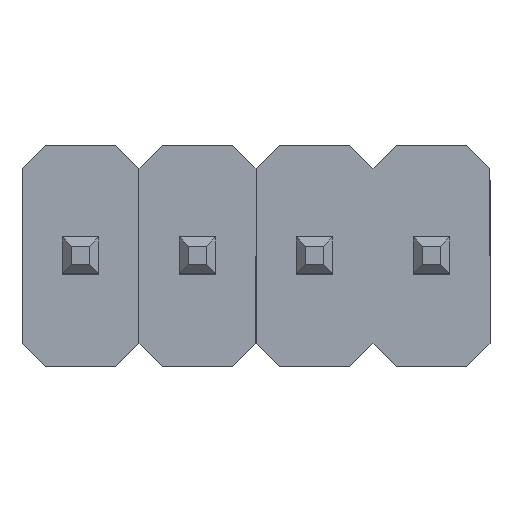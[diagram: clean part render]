
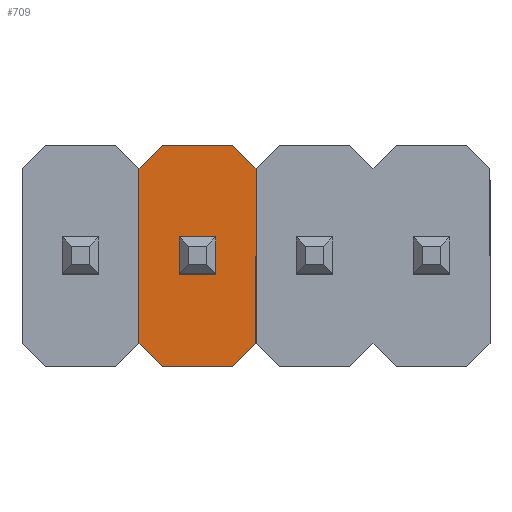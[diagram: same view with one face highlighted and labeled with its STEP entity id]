
A CAD part, top view. The second image highlights one B-rep face of the part: STEP entity #709.
In plain terms, the highlighted planar face has unit normal (0, 0, 1).
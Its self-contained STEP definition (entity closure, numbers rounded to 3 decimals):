
#3 = CARTESIAN_POINT ( 'NONE',  ( 0.635, -0.95, 1.7 ) ) ;
#68 = DIRECTION ( 'NONE',  ( -0.707, -0.707, 0. ) ) ;
#78 = CARTESIAN_POINT ( 'NONE',  ( 1.47, 0.2, 1.7 ) ) ;
#103 = ORIENTED_EDGE ( 'NONE', *, *, #3358, .T. ) ;
#107 = PLANE ( 'NONE',  #2592 ) ;
#126 = CARTESIAN_POINT ( 'NONE',  ( 1.905, 0.95, 1.7 ) ) ;
#139 = LINE ( 'NONE', #4790, #4739 ) ;
#160 = ORIENTED_EDGE ( 'NONE', *, *, #4491, .F. ) ;
#165 = VERTEX_POINT ( 'NONE', #3077 ) ;
#225 = DIRECTION ( 'NONE',  ( 0., -1., 0. ) ) ;
#253 = CARTESIAN_POINT ( 'NONE',  ( 0.76, -1.075, 1.7 ) ) ;
#260 = VECTOR ( 'NONE', #4121, 1000. ) ;
#311 = EDGE_CURVE ( 'NONE', #4962, #1999, #139, .T. ) ;
#323 = VECTOR ( 'NONE', #2526, 1000. ) ;
#427 = EDGE_CURVE ( 'NONE', #165, #4315, #2957, .T. ) ;
#434 = LINE ( 'NONE', #1653, #1374 ) ;
#475 = CARTESIAN_POINT ( 'NONE',  ( 0.885, -1.2, 1.7 ) ) ;
#567 = CARTESIAN_POINT ( 'NONE',  ( 1.07, 0.2, 1.7 ) ) ;
#642 = EDGE_CURVE ( 'NONE', #792, #4743, #4211, .T. ) ;
#709 = ADVANCED_FACE ( 'NONE', ( #4937, #5254 ), #107, .T. ) ;
#713 = VERTEX_POINT ( 'NONE', #475 ) ;
#792 = VERTEX_POINT ( 'NONE', #4184 ) ;
#810 = EDGE_CURVE ( 'NONE', #4743, #3813, #4990, .T. ) ;
#1024 = VERTEX_POINT ( 'NONE', #4734 ) ;
#1222 = VECTOR ( 'NONE', #4187, 1000. ) ;
#1274 = ORIENTED_EDGE ( 'NONE', *, *, #810, .T. ) ;
#1356 = ORIENTED_EDGE ( 'NONE', *, *, #3075, .F. ) ;
#1374 = VECTOR ( 'NONE', #68, 1000. ) ;
#1414 = ORIENTED_EDGE ( 'NONE', *, *, #4241, .T. ) ;
#1432 = EDGE_CURVE ( 'NONE', #4962, #1024, #2418, .T. ) ;
#1473 = DIRECTION ( 'NONE',  ( 0.707, 0.707, 0. ) ) ;
#1558 = CARTESIAN_POINT ( 'NONE',  ( 1.905, -0.95, 1.7 ) ) ;
#1592 = CARTESIAN_POINT ( 'NONE',  ( 1.07, -0.2, 1.7 ) ) ;
#1612 = VERTEX_POINT ( 'NONE', #3160 ) ;
#1653 = CARTESIAN_POINT ( 'NONE',  ( 1.78, -1.075, 1.7 ) ) ;
#1791 = DIRECTION ( 'NONE',  ( 0., 1., 0. ) ) ;
#1864 = EDGE_LOOP ( 'NONE', ( #3639, #1274, #1414, #4238 ) ) ;
#1880 = VECTOR ( 'NONE', #1473, 1000. ) ;
#1890 = VERTEX_POINT ( 'NONE', #3 ) ;
#1911 = EDGE_LOOP ( 'NONE', ( #3230, #4740, #3304, #3892, #103, #160, #5289, #1356 ) ) ;
#1963 = VECTOR ( 'NONE', #3386, 1000. ) ;
#1999 = VERTEX_POINT ( 'NONE', #1558 ) ;
#2300 = DIRECTION ( 'NONE',  ( 0., -1., 0. ) ) ;
#2418 = LINE ( 'NONE', #3347, #1222 ) ;
#2495 = LINE ( 'NONE', #78, #2829 ) ;
#2500 = DIRECTION ( 'NONE',  ( 0., 0., 1. ) ) ;
#2526 = DIRECTION ( 'NONE',  ( 1., 0., 0. ) ) ;
#2592 = AXIS2_PLACEMENT_3D ( 'NONE', #2857, #2500, #2888 ) ;
#2644 = LINE ( 'NONE', #3204, #4291 ) ;
#2707 = CARTESIAN_POINT ( 'NONE',  ( 0.635, 1.2, 1.7 ) ) ;
#2727 = DIRECTION ( 'NONE',  ( -0.707, 0.707, 0. ) ) ;
#2821 = DIRECTION ( 'NONE',  ( 1., 0., 0. ) ) ;
#2829 = VECTOR ( 'NONE', #3299, 1000. ) ;
#2857 = CARTESIAN_POINT ( 'NONE',  ( 0.635, 1.2, 1.7 ) ) ;
#2887 = LINE ( 'NONE', #2707, #3739 ) ;
#2888 = DIRECTION ( 'NONE',  ( 1., 0., 0. ) ) ;
#2921 = VERTEX_POINT ( 'NONE', #3992 ) ;
#2946 = CARTESIAN_POINT ( 'NONE',  ( 1.07, 0.2, 1.7 ) ) ;
#2957 = LINE ( 'NONE', #4768, #1880 ) ;
#2989 = CARTESIAN_POINT ( 'NONE',  ( 0.635, -1.2, 1.7 ) ) ;
#3075 = EDGE_CURVE ( 'NONE', #1999, #2921, #434, .T. ) ;
#3077 = CARTESIAN_POINT ( 'NONE',  ( 0.635, 0.95, 1.7 ) ) ;
#3158 = VECTOR ( 'NONE', #1791, 1000. ) ;
#3160 = CARTESIAN_POINT ( 'NONE',  ( 1.47, 0.2, 1.7 ) ) ;
#3169 = EDGE_CURVE ( 'NONE', #1612, #792, #2495, .T. ) ;
#3204 = CARTESIAN_POINT ( 'NONE',  ( 0.635, 1.2, 1.7 ) ) ;
#3230 = ORIENTED_EDGE ( 'NONE', *, *, #311, .F. ) ;
#3299 = DIRECTION ( 'NONE',  ( 0., -1., 0. ) ) ;
#3304 = ORIENTED_EDGE ( 'NONE', *, *, #3640, .F. ) ;
#3347 = CARTESIAN_POINT ( 'NONE',  ( 1.905, 0.95, 1.7 ) ) ;
#3358 = EDGE_CURVE ( 'NONE', #165, #1890, #2887, .T. ) ;
#3365 = LINE ( 'NONE', #2989, #323 ) ;
#3386 = DIRECTION ( 'NONE',  ( 1., 0., 0. ) ) ;
#3405 = CARTESIAN_POINT ( 'NONE',  ( 1.07, 1.2, 1.7 ) ) ;
#3639 = ORIENTED_EDGE ( 'NONE', *, *, #642, .T. ) ;
#3640 = EDGE_CURVE ( 'NONE', #4315, #1024, #2644, .T. ) ;
#3693 = LINE ( 'NONE', #567, #1963 ) ;
#3707 = CARTESIAN_POINT ( 'NONE',  ( 0.635, -0.2, 1.7 ) ) ;
#3739 = VECTOR ( 'NONE', #2300, 1000. ) ;
#3813 = VERTEX_POINT ( 'NONE', #2946 ) ;
#3823 = CARTESIAN_POINT ( 'NONE',  ( 0.885, 1.2, 1.7 ) ) ;
#3892 = ORIENTED_EDGE ( 'NONE', *, *, #427, .F. ) ;
#3992 = CARTESIAN_POINT ( 'NONE',  ( 1.655, -1.2, 1.7 ) ) ;
#4073 = VECTOR ( 'NONE', #2727, 1000. ) ;
#4121 = DIRECTION ( 'NONE',  ( -1., 0., 0. ) ) ;
#4184 = CARTESIAN_POINT ( 'NONE',  ( 1.47, -0.2, 1.7 ) ) ;
#4187 = DIRECTION ( 'NONE',  ( -0.707, 0.707, 0. ) ) ;
#4211 = LINE ( 'NONE', #3707, #260 ) ;
#4238 = ORIENTED_EDGE ( 'NONE', *, *, #3169, .T. ) ;
#4241 = EDGE_CURVE ( 'NONE', #3813, #1612, #3693, .T. ) ;
#4291 = VECTOR ( 'NONE', #2821, 1000. ) ;
#4303 = EDGE_CURVE ( 'NONE', #713, #2921, #3365, .T. ) ;
#4315 = VERTEX_POINT ( 'NONE', #3823 ) ;
#4491 = EDGE_CURVE ( 'NONE', #713, #1890, #4939, .T. ) ;
#4734 = CARTESIAN_POINT ( 'NONE',  ( 1.655, 1.2, 1.7 ) ) ;
#4739 = VECTOR ( 'NONE', #225, 1000. ) ;
#4740 = ORIENTED_EDGE ( 'NONE', *, *, #1432, .T. ) ;
#4743 = VERTEX_POINT ( 'NONE', #1592 ) ;
#4768 = CARTESIAN_POINT ( 'NONE',  ( 0.76, 1.075, 1.7 ) ) ;
#4790 = CARTESIAN_POINT ( 'NONE',  ( 1.905, 1.2, 1.7 ) ) ;
#4937 = FACE_BOUND ( 'NONE', #1864, .T. ) ;
#4939 = LINE ( 'NONE', #253, #4073 ) ;
#4962 = VERTEX_POINT ( 'NONE', #126 ) ;
#4990 = LINE ( 'NONE', #3405, #3158 ) ;
#5254 = FACE_OUTER_BOUND ( 'NONE', #1911, .T. ) ;
#5289 = ORIENTED_EDGE ( 'NONE', *, *, #4303, .T. ) ;
